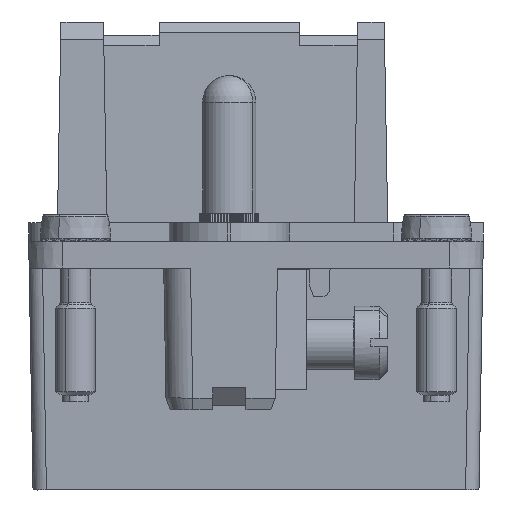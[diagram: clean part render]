
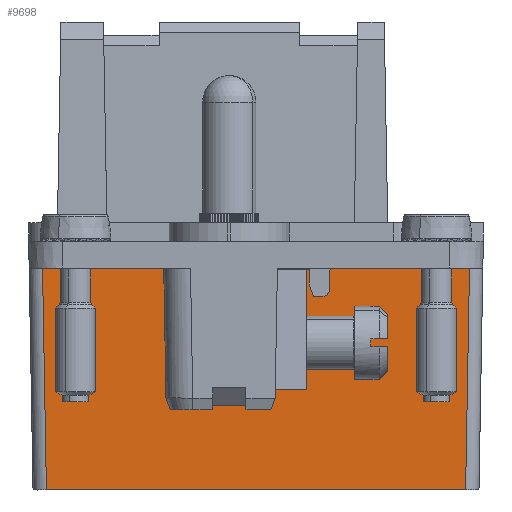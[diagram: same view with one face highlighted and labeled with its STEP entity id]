
A CAD part, front view. The second image highlights one B-rep face of the part: STEP entity #9698.
In plain terms, the highlighted planar face has unit normal (0, -1, -0.018).
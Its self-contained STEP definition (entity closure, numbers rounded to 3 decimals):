
#9662=AXIS2_PLACEMENT_3D('Plane Axis2P3D',#9659,#9660,#9661) ;
#4256=CARTESIAN_POINT('Vertex',(32.676,10.574,0.)) ;
#4259=CARTESIAN_POINT('Line Origine',(17.,10.574,0.)) ;
#4263=CARTESIAN_POINT('Vertex',(1.325,10.574,0.)) ;
#4613=CARTESIAN_POINT('Line Origine',(1.163,10.412,9.3)) ;
#4617=CARTESIAN_POINT('Vertex',(1.035,10.285,16.6)) ;
#4634=CARTESIAN_POINT('Line Origine',(5.568,10.285,16.6)) ;
#4638=CARTESIAN_POINT('Vertex',(10.1,10.285,16.6)) ;
#9644=CARTESIAN_POINT('Vertex',(32.966,10.285,16.6)) ;
#9647=CARTESIAN_POINT('Line Origine',(32.838,10.412,9.3)) ;
#9659=CARTESIAN_POINT('Axis2P3D Location',(17.,10.285,16.6)) ;
#9665=CARTESIAN_POINT('Control Point',(10.1,10.285,16.6)) ;
#9666=CARTESIAN_POINT('Control Point',(10.25,10.435,8.)) ;
#9667=CARTESIAN_POINT('Vertex',(10.25,10.435,8.)) ;
#9670=CARTESIAN_POINT('Line Origine',(17.,10.285,16.6)) ;
#9674=CARTESIAN_POINT('Vertex',(18.6,10.285,16.6)) ;
#9678=CARTESIAN_POINT('Control Point',(18.6,10.285,16.6)) ;
#9679=CARTESIAN_POINT('Control Point',(18.45,10.435,8.)) ;
#9680=CARTESIAN_POINT('Vertex',(18.45,10.435,8.)) ;
#9683=CARTESIAN_POINT('Line Origine',(17.,10.435,8.)) ;
#4260=DIRECTION('Vector Direction',(-1.,0.,0.)) ;
#4614=DIRECTION('Vector Direction',(-0.017,-0.017,1.)) ;
#4635=DIRECTION('Vector Direction',(1.,0.,0.)) ;
#9648=DIRECTION('Vector Direction',(0.017,-0.017,1.)) ;
#9660=DIRECTION('Axis2P3D Direction',(0.,1.,0.017)) ;
#9661=DIRECTION('Axis2P3D XDirection',(-1.,0.,0.)) ;
#9671=DIRECTION('Vector Direction',(-1.,0.,0.)) ;
#9684=DIRECTION('Vector Direction',(-1.,0.,0.)) ;
#4261=VECTOR('Line Direction',#4260,1.) ;
#4615=VECTOR('Line Direction',#4614,1.) ;
#4636=VECTOR('Line Direction',#4635,1.) ;
#9649=VECTOR('Line Direction',#9648,1.) ;
#9672=VECTOR('Line Direction',#9671,1.) ;
#9685=VECTOR('Line Direction',#9684,1.) ;
#9689=ORIENTED_EDGE('',*,*,#9669,.T.) ;
#9690=ORIENTED_EDGE('',*,*,#4640,.F.) ;
#9691=ORIENTED_EDGE('',*,*,#4619,.T.) ;
#9692=ORIENTED_EDGE('',*,*,#4265,.F.) ;
#9693=ORIENTED_EDGE('',*,*,#9651,.T.) ;
#9694=ORIENTED_EDGE('',*,*,#9676,.F.) ;
#9695=ORIENTED_EDGE('',*,*,#9682,.T.) ;
#9696=ORIENTED_EDGE('',*,*,#9687,.T.) ;
#9698=ADVANCED_FACE('HDC_CSB_EMV_CR16_5B.1\\K\X2\00F6\X0\rper.2',(#9697),#9663,.F.) ;
#9664=B_SPLINE_CURVE_WITH_KNOTS('',1,(#9665,#9666),.UNSPECIFIED.,.F.,.U.,(2,2),(-10.024,-1.422),.UNSPECIFIED.) ;
#9677=B_SPLINE_CURVE_WITH_KNOTS('',1,(#9678,#9679),.UNSPECIFIED.,.F.,.U.,(2,2),(-10.024,-1.422),.UNSPECIFIED.) ;
#4265=EDGE_CURVE('',#4257,#4264,#4262,.T.) ;
#4619=EDGE_CURVE('',#4618,#4264,#4616,.F.) ;
#4640=EDGE_CURVE('',#4618,#4639,#4637,.T.) ;
#9651=EDGE_CURVE('',#4257,#9645,#9650,.T.) ;
#9669=EDGE_CURVE('',#9668,#4639,#9664,.F.) ;
#9676=EDGE_CURVE('',#9675,#9645,#9673,.F.) ;
#9682=EDGE_CURVE('',#9675,#9681,#9677,.T.) ;
#9687=EDGE_CURVE('',#9681,#9668,#9686,.T.) ;
#9688=EDGE_LOOP('',(#9689,#9690,#9691,#9692,#9693,#9694,#9695,#9696)) ;
#9697=FACE_OUTER_BOUND('',#9688,.T.) ;
#4262=LINE('Line',#4259,#4261) ;
#4616=LINE('Line',#4613,#4615) ;
#4637=LINE('Line',#4634,#4636) ;
#9650=LINE('Line',#9647,#9649) ;
#9673=LINE('Line',#9670,#9672) ;
#9686=LINE('Line',#9683,#9685) ;
#9663=PLANE('',#9662) ;
#4257=VERTEX_POINT('',#4256) ;
#4264=VERTEX_POINT('',#4263) ;
#4618=VERTEX_POINT('',#4617) ;
#4639=VERTEX_POINT('',#4638) ;
#9645=VERTEX_POINT('',#9644) ;
#9668=VERTEX_POINT('',#9667) ;
#9675=VERTEX_POINT('',#9674) ;
#9681=VERTEX_POINT('',#9680) ;
